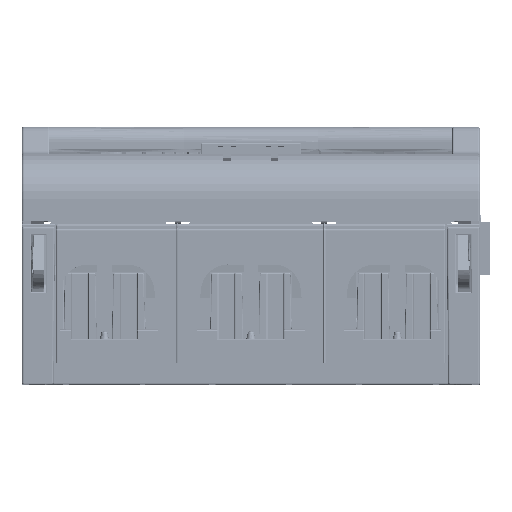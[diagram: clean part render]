
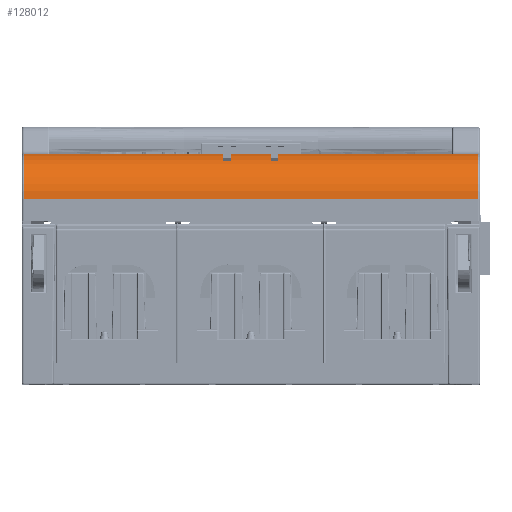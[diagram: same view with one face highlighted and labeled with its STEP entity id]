
A CAD part, top view. The second image highlights one B-rep face of the part: STEP entity #128012.
In plain terms, the highlighted cylindrical face has radius 25 mm (diameter 50 mm), a partial arc.
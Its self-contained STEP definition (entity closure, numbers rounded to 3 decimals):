
#80613=CARTESIAN_POINT('',(-120.5,36.747,99.549));
#80627=CARTESIAN_POINT('',(120.5,36.747,99.549));
#80654=DIRECTION('',(-1.,0.,0.));
#80655=VECTOR('',#80654,3.5);
#80656=CARTESIAN_POINT('',(-120.5,37.,96.));
#80657=LINE('',#80656,#80655);
#80678=DIRECTION('',(-1.,0.,0.));
#80679=VECTOR('',#80678,3.5);
#80680=CARTESIAN_POINT('',(124.,37.,96.));
#80681=LINE('',#80680,#80679);
#81997=CARTESIAN_POINT('',(120.5,12.,96.));
#81998=DIRECTION('',(1.,0.,0.));
#81999=DIRECTION('',(0.,1.,0.));
#82000=AXIS2_PLACEMENT_3D('',#81997,#81998,#81999);
#82002=CARTESIAN_POINT('',(124.,12.,96.));
#82003=DIRECTION('',(1.,0.,0.));
#82004=DIRECTION('',(0.,1.,0.));
#82005=AXIS2_PLACEMENT_3D('',#82002,#82003,#82004);
#82007=CARTESIAN_POINT('',(-124.,12.,96.));
#82008=DIRECTION('',(-1.,0.,0.));
#82009=DIRECTION('',(0.,0.,1.));
#82010=AXIS2_PLACEMENT_3D('',#82007,#82008,#82009);
#82012=CARTESIAN_POINT('',(-120.5,12.,96.));
#82013=DIRECTION('',(-1.,0.,0.));
#82014=DIRECTION('',(0.,0.99,0.142));
#82015=AXIS2_PLACEMENT_3D('',#82012,#82013,#82014);
#82017=DIRECTION('',(-1.,0.,0.));
#82018=VECTOR('',#82017,241.);
#82019=CARTESIAN_POINT('',(120.5,36.747,99.549));
#82020=LINE('',#82019,#82018);
#89677=DIRECTION('',(-1.,0.,0.));
#89678=VECTOR('',#89677,248.);
#89679=CARTESIAN_POINT('',(124.,12.,121.));
#89680=LINE('',#89679,#89678);
#110929=CARTESIAN_POINT('',(124.,37.,96.));
#110930=CARTESIAN_POINT('',(124.,12.,121.));
#110931=VERTEX_POINT('',#110929);
#110932=VERTEX_POINT('',#110930);
#111023=CARTESIAN_POINT('',(-124.,37.,96.));
#111024=VERTEX_POINT('',#111023);
#111027=CARTESIAN_POINT('',(-124.,12.,121.));
#111028=VERTEX_POINT('',#111027);
#111489=CARTESIAN_POINT('',(120.5,37.,96.));
#111490=VERTEX_POINT('',#111489);
#111491=CARTESIAN_POINT('',(-120.5,37.,96.));
#111492=VERTEX_POINT('',#111491);
#111495=VERTEX_POINT('',#80627);
#111498=VERTEX_POINT('',#80613);
#127994=CARTESIAN_POINT('',(450.9,12.,96.));
#127995=DIRECTION('',(-1.,0.,0.));
#127996=DIRECTION('',(0.,0.,1.));
#127997=AXIS2_PLACEMENT_3D('',#127994,#127995,#127996);
#127998=CYLINDRICAL_SURFACE('',#127997,25.);
#127999=ORIENTED_EDGE('',*,*,#126872,.F.);
#128000=ORIENTED_EDGE('',*,*,#126925,.F.);
#128002=ORIENTED_EDGE('',*,*,#128001,.T.);
#128004=ORIENTED_EDGE('',*,*,#128003,.T.);
#128006=ORIENTED_EDGE('',*,*,#128005,.T.);
#128007=ORIENTED_EDGE('',*,*,#126905,.F.);
#128008=ORIENTED_EDGE('',*,*,#126606,.F.);
#128009=ORIENTED_EDGE('',*,*,#126735,.F.);
#128010=EDGE_LOOP('',(#127999,#128000,#128002,#128004,#128006,#128007,#128008,
#128009));
#128011=FACE_OUTER_BOUND('',#128010,.F.);
#128012=ADVANCED_FACE('',(#128011),#127998,.T.);
#82001=CIRCLE('',#82000,25.);
#82006=CIRCLE('',#82005,25.);
#82011=CIRCLE('',#82010,25.);
#82016=CIRCLE('',#82015,25.);
#126606=EDGE_CURVE('',#111498,#111492,#82016,.T.);
#126735=EDGE_CURVE('',#111495,#111498,#82020,.T.);
#126872=EDGE_CURVE('',#111490,#111495,#82001,.T.);
#126905=EDGE_CURVE('',#111492,#111024,#80657,.T.);
#126925=EDGE_CURVE('',#110931,#111490,#80681,.T.);
#128001=EDGE_CURVE('',#110931,#110932,#82006,.T.);
#128003=EDGE_CURVE('',#110932,#111028,#89680,.T.);
#128005=EDGE_CURVE('',#111028,#111024,#82011,.T.);
